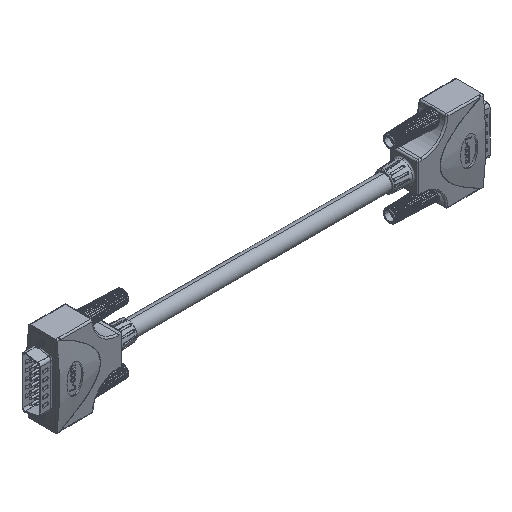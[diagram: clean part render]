
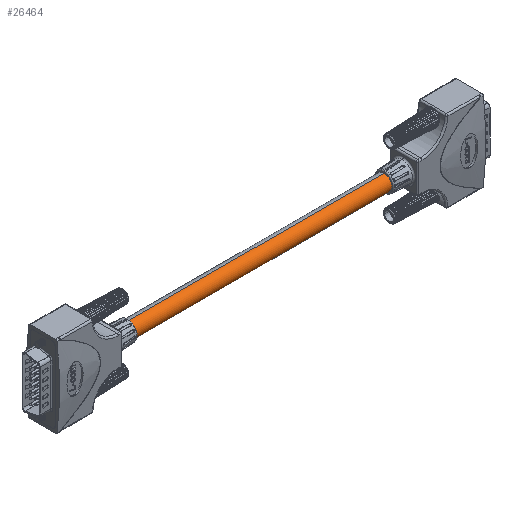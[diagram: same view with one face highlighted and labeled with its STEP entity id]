
A CAD part, isometric view. The second image highlights one B-rep face of the part: STEP entity #26464.
In plain terms, the highlighted cylindrical face has radius 4 mm (diameter 8.001 mm), a partial arc.
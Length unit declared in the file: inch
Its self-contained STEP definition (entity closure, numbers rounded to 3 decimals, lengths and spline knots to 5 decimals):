
#25022 = VERTEX_POINT ( 'NONE', #39538 ) ;
#26379 = ORIENTED_EDGE ( 'NONE', *, *, #27226, .F. ) ;
#26389 = VERTEX_POINT ( 'NONE', #41639 ) ;
#26419 = ORIENTED_EDGE ( 'NONE', *, *, #27211, .T. ) ;
#26440 = VERTEX_POINT ( 'NONE', #41695 ) ;
#26442 = VERTEX_POINT ( 'NONE', #41683 ) ;
#26443 = ORIENTED_EDGE ( 'NONE', *, *, #26449, .T. ) ;
#26449 = EDGE_CURVE ( 'NONE', #26440, #25022, #41692, .T. ) ;
#26464 = ADVANCED_FACE ( 'NONE', ( #41716 ), #41705, .T. ) ;
#26465 = ORIENTED_EDGE ( 'NONE', *, *, #27220, .F. ) ;
#26875 = EDGE_LOOP ( 'NONE', ( #26379, #26465, #26443, #26419 ) ) ;
#27211 = EDGE_CURVE ( 'NONE', #25022, #26389, #43174, .T. ) ;
#27220 = EDGE_CURVE ( 'NONE', #26440, #26442, #43211, .T. ) ;
#27226 = EDGE_CURVE ( 'NONE', #26442, #26389, #43199, .T. ) ;
#39538 = CARTESIAN_POINT ( 'NONE',  ( -3., 0., 0.1575 ) ) ;
#41639 = CARTESIAN_POINT ( 'NONE',  ( -3., 0., -0.1575 ) ) ;
#41675 = DIRECTION ( 'NONE',  ( -1., 0., 0. ) ) ;
#41676 = VECTOR ( 'NONE', #41675, 39.37008 ) ;
#41677 = CARTESIAN_POINT ( 'NONE',  ( 3., 0., 0.1575 ) ) ;
#41683 = CARTESIAN_POINT ( 'NONE',  ( 3., 0., -0.1575 ) ) ;
#41692 = LINE ( 'NONE', #41677, #41676 ) ;
#41695 = CARTESIAN_POINT ( 'NONE',  ( 3., 0., 0.1575 ) ) ;
#41705 = CYLINDRICAL_SURFACE ( 'NONE', #41730, 0.1575 ) ;
#41708 = DIRECTION ( 'NONE',  ( -1., 0., 0. ) ) ;
#41709 = CARTESIAN_POINT ( 'NONE',  ( 3., 0., 0. ) ) ;
#41716 = FACE_OUTER_BOUND ( 'NONE', #26875, .T. ) ;
#41730 = AXIS2_PLACEMENT_3D ( 'NONE', #41709, #41708, #41766 ) ;
#41766 = DIRECTION ( 'NONE',  ( 0., 0., 1. ) ) ;
#43163 = CARTESIAN_POINT ( 'NONE',  ( -3., 0., 0. ) ) ;
#43174 = CIRCLE ( 'NONE', #43208, 0.1575 ) ;
#43194 = DIRECTION ( 'NONE',  ( 0., 0., -1. ) ) ;
#43198 = CARTESIAN_POINT ( 'NONE',  ( 3., 0., -0.1575 ) ) ;
#43199 = LINE ( 'NONE', #43198, #43243 ) ;
#43200 = DIRECTION ( 'NONE',  ( 1., 0., 0. ) ) ;
#43202 = AXIS2_PLACEMENT_3D ( 'NONE', #43209, #43200, #43194 ) ;
#43207 = DIRECTION ( 'NONE',  ( 0., 0., -1. ) ) ;
#43208 = AXIS2_PLACEMENT_3D ( 'NONE', #43163, #43213, #43207 ) ;
#43209 = CARTESIAN_POINT ( 'NONE',  ( 3., 0., 0. ) ) ;
#43211 = CIRCLE ( 'NONE', #43202, 0.1575 ) ;
#43213 = DIRECTION ( 'NONE',  ( 1., 0., 0. ) ) ;
#43242 = DIRECTION ( 'NONE',  ( -1., 0., 0. ) ) ;
#43243 = VECTOR ( 'NONE', #43242, 39.37008 ) ;
